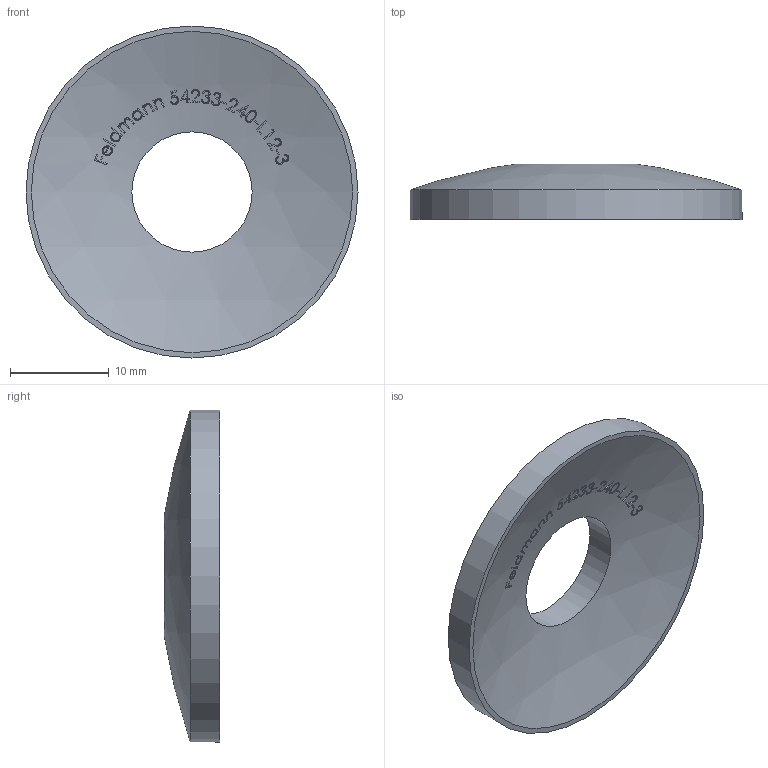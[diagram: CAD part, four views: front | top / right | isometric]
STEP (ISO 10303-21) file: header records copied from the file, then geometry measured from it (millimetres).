
FILE_DESCRIPTION (( 'STEP AP203' ), '1' );
FILE_NAME ('54233-240-L12-3.STEP', '2022-03-21T14:46:38', ( '' ), ( '' ), 'SwSTEP 2.0', 'SolidWorks 2018', '' );
FILE_SCHEMA (( 'CONFIG_CONTROL_DESIGN' ));
Length unit declared in the file: millimetre
Products named in the file (1): 54233-240-L12-3
Bounding box: 33.7 x 5.62 x 33.7 mm (x, y, z)
Volume: 2407.9 mm3; surface area: 2051.5 mm2
Topology: 1 solids, 1 shells, 296 faces, 793 edges, 529 vertices
Faces by surface type: plane 138, bspline 125, sphere 31, cylinder 2
Full cylindrical faces by diameter (mm): 12.2 x1, 33.7 x1
Entity records: 14493 total; most frequent: CARTESIAN_POINT 7590, ORIENTED_EDGE 1582, DIRECTION 1164, EDGE_CURVE 791, VERTEX_POINT 529, AXIS2_PLACEMENT_3D 451, EDGE_LOOP 330, FACE_OUTER_BOUND 300
